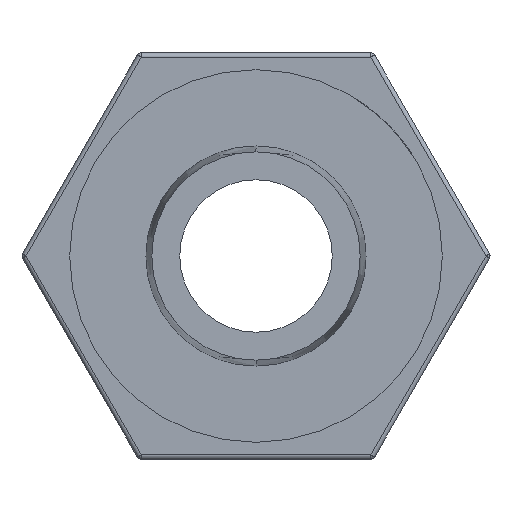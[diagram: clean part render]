
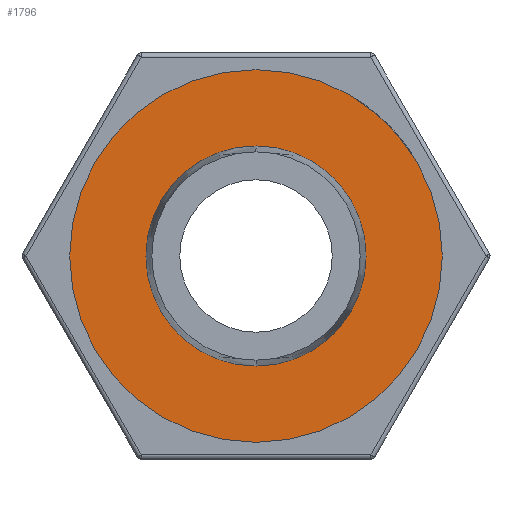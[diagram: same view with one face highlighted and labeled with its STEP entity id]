
A CAD part, left-side view. The second image highlights one B-rep face of the part: STEP entity #1796.
In plain terms, the highlighted planar face has unit normal (-1, 0, 0).
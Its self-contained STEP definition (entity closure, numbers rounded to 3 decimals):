
#74 = CARTESIAN_POINT ( 'NONE',  ( 7.5, 0., 11. ) ) ;
#126 = AXIS2_PLACEMENT_3D ( 'NONE', #2147, #2534, #2562 ) ;
#170 = ORIENTED_EDGE ( 'NONE', *, *, #2168, .T. ) ;
#209 = AXIS2_PLACEMENT_3D ( 'NONE', #938, #5389, #1938 ) ;
#522 = CARTESIAN_POINT ( 'NONE',  ( 7.5, 0., 0. ) ) ;
#530 = CARTESIAN_POINT ( 'NONE',  ( 7.5, 0., 0. ) ) ;
#567 = VERTEX_POINT ( 'NONE', #4698 ) ;
#598 = FACE_OUTER_BOUND ( 'NONE', #1763, .T. ) ;
#910 = FACE_BOUND ( 'NONE', #5562, .T. ) ;
#938 = CARTESIAN_POINT ( 'NONE',  ( 7.5, 6.5, 0. ) ) ;
#994 = DIRECTION ( 'NONE',  ( 0., 0., 1. ) ) ;
#1413 = CIRCLE ( 'NONE', #2159, 11. ) ;
#1435 = DIRECTION ( 'NONE',  ( -1., 0., 0. ) ) ;
#1456 = DIRECTION ( 'NONE',  ( 0., 0., 1. ) ) ;
#1763 = EDGE_LOOP ( 'NONE', ( #3605, #170 ) ) ;
#1796 = ADVANCED_FACE ( 'NONE', ( #910, #598 ), #5419, .F. ) ;
#1938 = DIRECTION ( 'NONE',  ( 0., 0., -1. ) ) ;
#2137 = CARTESIAN_POINT ( 'NONE',  ( 7.5, 0., -6.5 ) ) ;
#2147 = CARTESIAN_POINT ( 'NONE',  ( 7.5, 0., 0. ) ) ;
#2159 = AXIS2_PLACEMENT_3D ( 'NONE', #5591, #2430, #2866 ) ;
#2168 = EDGE_CURVE ( 'NONE', #567, #2243, #1413, .T. ) ;
#2243 = VERTEX_POINT ( 'NONE', #74 ) ;
#2282 = DIRECTION ( 'NONE',  ( -1., 0., 0. ) ) ;
#2430 = DIRECTION ( 'NONE',  ( -1., 0., 0. ) ) ;
#2534 = DIRECTION ( 'NONE',  ( -1., 0., 0. ) ) ;
#2562 = DIRECTION ( 'NONE',  ( 0., 0., 1. ) ) ;
#2620 = ORIENTED_EDGE ( 'NONE', *, *, #4234, .F. ) ;
#2826 = AXIS2_PLACEMENT_3D ( 'NONE', #530, #1435, #994 ) ;
#2862 = CARTESIAN_POINT ( 'NONE',  ( 7.5, 0., 6.5 ) ) ;
#2866 = DIRECTION ( 'NONE',  ( 0., 0., 1. ) ) ;
#3139 = EDGE_CURVE ( 'NONE', #2243, #567, #4379, .T. ) ;
#3189 = CIRCLE ( 'NONE', #126, 6.5 ) ;
#3236 = VERTEX_POINT ( 'NONE', #2862 ) ;
#3605 = ORIENTED_EDGE ( 'NONE', *, *, #3139, .T. ) ;
#3756 = EDGE_CURVE ( 'NONE', #5157, #3236, #5517, .T. ) ;
#4017 = AXIS2_PLACEMENT_3D ( 'NONE', #522, #2282, #1456 ) ;
#4234 = EDGE_CURVE ( 'NONE', #3236, #5157, #3189, .T. ) ;
#4379 = CIRCLE ( 'NONE', #4017, 11. ) ;
#4389 = ORIENTED_EDGE ( 'NONE', *, *, #3756, .F. ) ;
#4698 = CARTESIAN_POINT ( 'NONE',  ( 7.5, 0., -11. ) ) ;
#5157 = VERTEX_POINT ( 'NONE', #2137 ) ;
#5389 = DIRECTION ( 'NONE',  ( 1., 0., 0. ) ) ;
#5419 = PLANE ( 'NONE',  #209 ) ;
#5517 = CIRCLE ( 'NONE', #2826, 6.5 ) ;
#5562 = EDGE_LOOP ( 'NONE', ( #2620, #4389 ) ) ;
#5591 = CARTESIAN_POINT ( 'NONE',  ( 7.5, 0., 0. ) ) ;
